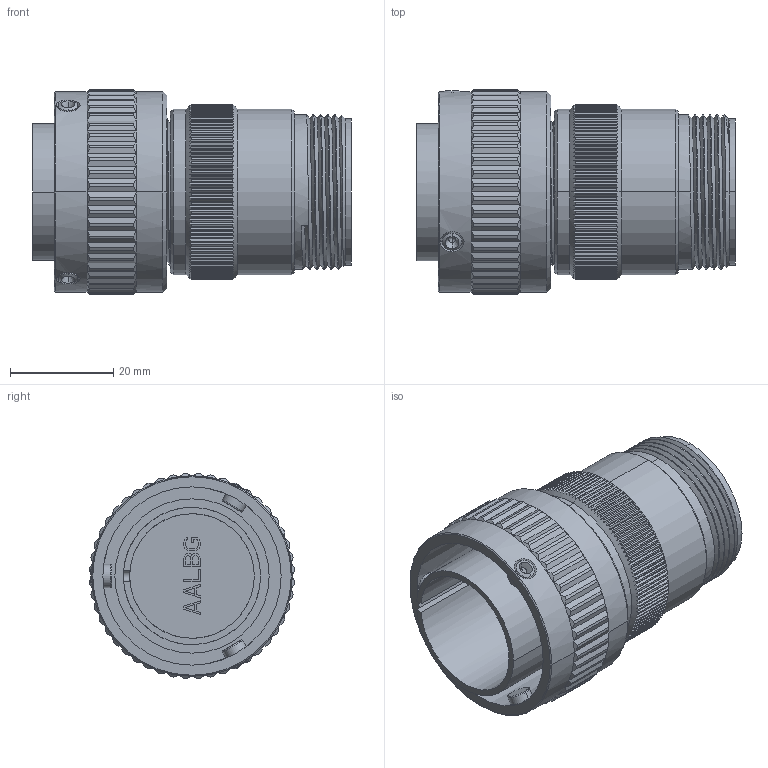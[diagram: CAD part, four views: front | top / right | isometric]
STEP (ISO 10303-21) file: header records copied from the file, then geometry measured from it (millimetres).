
FILE_DESCRIPTION((''),'2;1');
FILE_NAME('VG95234-20_SW0001','2023-02-24T11:03:07',('paultorloting'),('NET AG system integration'),'CREO PARAMETRIC BY PTC INC, 2021404','CREO PARAMETRIC BY PTC INC, 2021404','');
FILE_SCHEMA(('AUTOMOTIVE_DESIGN { 1 0 10303 214 1 1 1 1 }'));
Products named in the file (1): VG95234-20_SW0001
Bounding box: 61.65 x 39.75 x 39.75 mm (x, y, z)
Volume: 38406.3 mm3; surface area: 16212.5 mm2
Topology: 1 solids, 1 shells, 999 faces, 2642 edges, 1672 vertices
Faces by surface type: plane 599, cylinder 237, cone 142, bspline 15, torus 6
Entity records: 46577 total; most frequent: CARTESIAN_POINT 18150, ORIENTED_EDGE 5272, DIRECTION 4215, EDGE_CURVE 2636, VERTEX_POINT 1672, AXIS2_PLACEMENT_3D 1454, VECTOR 1304, LINE 1304
